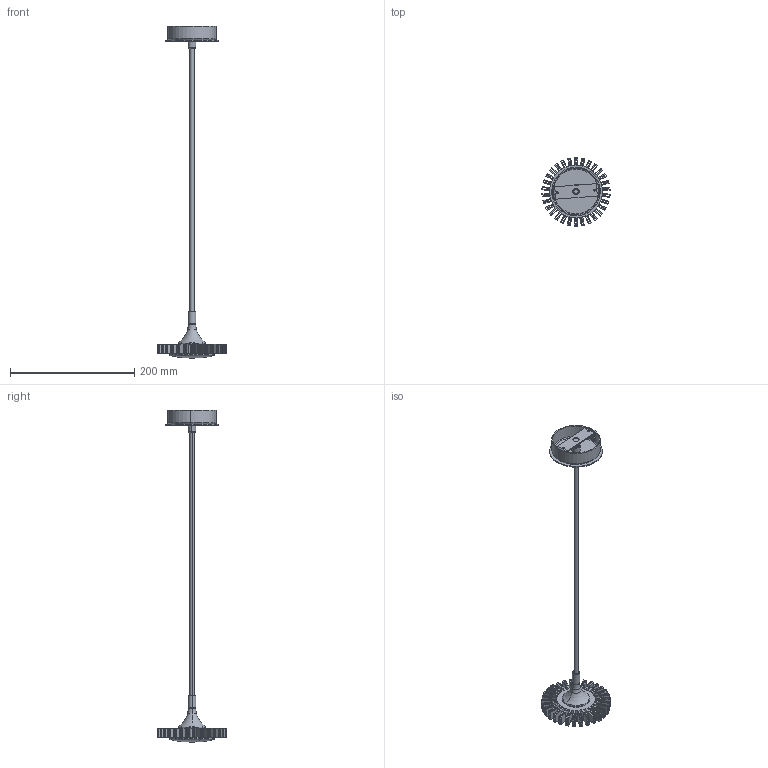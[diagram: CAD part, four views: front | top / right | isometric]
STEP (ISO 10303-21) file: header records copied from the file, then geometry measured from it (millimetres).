
FILE_DESCRIPTION (( 'STEP AP214' ), '1' );
FILE_NAME ('073PM_100.STEP', '2024-01-16T10:01:34', ( '' ), ( '' ), 'SwSTEP 2.0', 'SolidWorks 2014', '' );
FILE_SCHEMA (( 'AUTOMOTIVE_DESIGN' ));
Length unit declared in the file: millimetre
Products named in the file (23): AVS_1007-B; 073FM_004; 073PM_100; BINOCOLO_PARETE_ASSIEME_SUPP; AVS_STAFFA_SUPPORTO_ART_0999; AVS_0305; 048PXS_003.SLDDRW; 062FM_002; CAVO; BLOCCACAVO STEAB ART 5100; vite_tsp_EI_m6x10; EA_SCHEDA_LED_CL386_D70_17W
Assembly tree (12 placements, depth 3):
  073FM_004
  073PM_100
    073FM_004
    EA_SCHEDA_LED_CL386_D70_17W
    062FM_002
    vite_tsp_EI_m6x10  x2
    BINOCOLO_PARETE_ASSIEME_SUPP
      BLOCCACAVO STEAB ART 5100
      AVS_1007-B
      AVS_STAFFA_SUPPORTO_ART_0999
      AVS_0305
    CAVO
    048PXS_003.SLDDRW
  AVS_STAFFA_SUPPORTO_ART_0999
  AVS_1007-B
  AVS_0305
Bounding box: 109.98 x 110 x 533.86 mm (x, y, z)
Volume: 143647.3 mm3; surface area: 125292.3 mm2
Topology: 12 solids, 12 shells, 834 faces, 2175 edges, 1416 vertices
Faces by surface type: plane 640, cylinder 117, cone 42, torus 33, sphere 2
Entity records: 25585 total; most frequent: CARTESIAN_POINT 4379, ORIENTED_EDGE 4258, DIRECTION 4098, EDGE_CURVE 2129, VECTOR 1808, LINE 1808, VERTEX_POINT 1390, AXIS2_PLACEMENT_3D 1145
